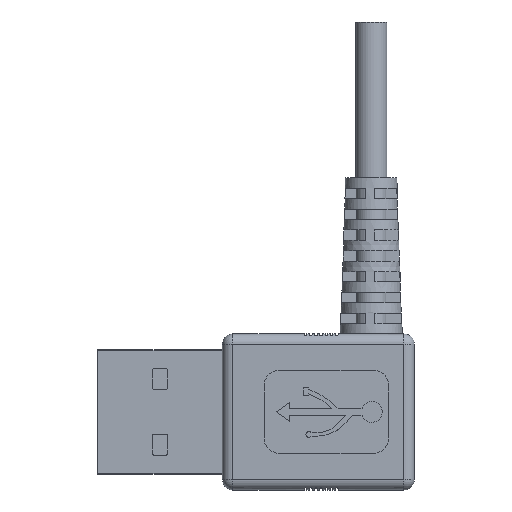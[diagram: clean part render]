
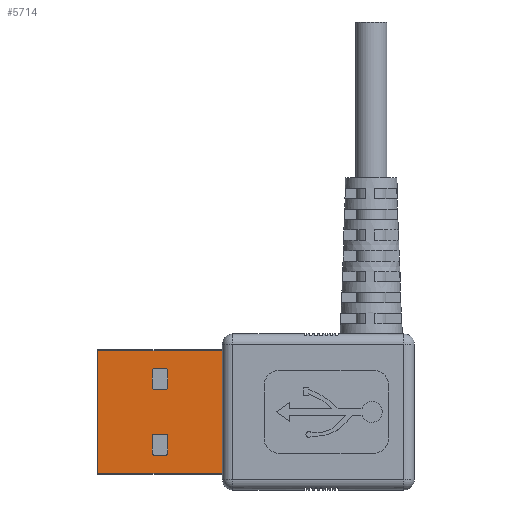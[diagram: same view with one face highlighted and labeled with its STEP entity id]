
A CAD part, top view. The second image highlights one B-rep face of the part: STEP entity #5714.
In plain terms, the highlighted planar face has unit normal (0, 0, 1).
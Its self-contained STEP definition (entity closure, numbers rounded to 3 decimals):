
#51=FACE_BOUND('',#2108,.T.);
#52=FACE_BOUND('',#2109,.T.);
#305=PLANE('',#6256);
#772=LINE('',#10017,#1309);
#797=LINE('',#10091,#1334);
#798=LINE('',#10093,#1335);
#799=LINE('',#10094,#1336);
#800=LINE('',#10099,#1337);
#801=LINE('',#10103,#1338);
#802=LINE('',#10107,#1339);
#803=LINE('',#10110,#1340);
#804=LINE('',#10113,#1341);
#805=LINE('',#10117,#1342);
#806=LINE('',#10121,#1343);
#807=LINE('',#10125,#1344);
#1309=VECTOR('',#7709,1000.);
#1334=VECTOR('',#7766,1000.);
#1335=VECTOR('',#7767,1000.);
#1336=VECTOR('',#7768,1000.);
#1337=VECTOR('',#7771,1000.);
#1338=VECTOR('',#7774,1000.);
#1339=VECTOR('',#7777,1000.);
#1340=VECTOR('',#7780,1000.);
#1341=VECTOR('',#7781,1000.);
#1342=VECTOR('',#7784,1000.);
#1343=VECTOR('',#7787,1000.);
#1344=VECTOR('',#7790,1000.);
#1767=FACE_OUTER_BOUND('',#2107,.T.);
#2107=EDGE_LOOP('',(#5209,#5210,#5211,#5212));
#2108=EDGE_LOOP('',(#5213,#5214,#5215,#5216,#5217,#5218,#5219,#5220));
#2109=EDGE_LOOP('',(#5221,#5222,#5223,#5224,#5225,#5226,#5227,#5228));
#2366=CIRCLE('',#6257,0.2);
#2367=CIRCLE('',#6258,0.2);
#2368=CIRCLE('',#6259,0.2);
#2369=CIRCLE('',#6260,0.2);
#2370=CIRCLE('',#6261,0.2);
#2371=CIRCLE('',#6262,0.2);
#2372=CIRCLE('',#6263,0.2);
#2373=CIRCLE('',#6264,0.2);
#2852=VERTEX_POINT('',#10015);
#2853=VERTEX_POINT('',#10016);
#2886=VERTEX_POINT('',#10090);
#2887=VERTEX_POINT('',#10092);
#2888=VERTEX_POINT('',#10095);
#2889=VERTEX_POINT('',#10096);
#2890=VERTEX_POINT('',#10098);
#2891=VERTEX_POINT('',#10100);
#2892=VERTEX_POINT('',#10102);
#2893=VERTEX_POINT('',#10104);
#2894=VERTEX_POINT('',#10106);
#2895=VERTEX_POINT('',#10108);
#2896=VERTEX_POINT('',#10111);
#2897=VERTEX_POINT('',#10112);
#2898=VERTEX_POINT('',#10114);
#2899=VERTEX_POINT('',#10116);
#2900=VERTEX_POINT('',#10118);
#2901=VERTEX_POINT('',#10120);
#2902=VERTEX_POINT('',#10122);
#2903=VERTEX_POINT('',#10124);
#3639=EDGE_CURVE('',#2852,#2853,#772,.T.);
#3676=EDGE_CURVE('',#2886,#2853,#797,.T.);
#3677=EDGE_CURVE('',#2887,#2886,#798,.T.);
#3678=EDGE_CURVE('',#2852,#2887,#799,.T.);
#3679=EDGE_CURVE('',#2888,#2889,#2366,.T.);
#3680=EDGE_CURVE('',#2890,#2888,#800,.T.);
#3681=EDGE_CURVE('',#2891,#2890,#2367,.T.);
#3682=EDGE_CURVE('',#2892,#2891,#801,.T.);
#3683=EDGE_CURVE('',#2893,#2892,#2368,.T.);
#3684=EDGE_CURVE('',#2894,#2893,#802,.T.);
#3685=EDGE_CURVE('',#2895,#2894,#2369,.T.);
#3686=EDGE_CURVE('',#2889,#2895,#803,.T.);
#3687=EDGE_CURVE('',#2896,#2897,#804,.T.);
#3688=EDGE_CURVE('',#2898,#2896,#2370,.T.);
#3689=EDGE_CURVE('',#2899,#2898,#805,.T.);
#3690=EDGE_CURVE('',#2900,#2899,#2371,.T.);
#3691=EDGE_CURVE('',#2901,#2900,#806,.T.);
#3692=EDGE_CURVE('',#2902,#2901,#2372,.T.);
#3693=EDGE_CURVE('',#2903,#2902,#807,.T.);
#3694=EDGE_CURVE('',#2897,#2903,#2373,.T.);
#5209=ORIENTED_EDGE('',*,*,#3639,.T.);
#5210=ORIENTED_EDGE('',*,*,#3676,.F.);
#5211=ORIENTED_EDGE('',*,*,#3677,.F.);
#5212=ORIENTED_EDGE('',*,*,#3678,.F.);
#5213=ORIENTED_EDGE('',*,*,#3679,.F.);
#5214=ORIENTED_EDGE('',*,*,#3680,.F.);
#5215=ORIENTED_EDGE('',*,*,#3681,.F.);
#5216=ORIENTED_EDGE('',*,*,#3682,.F.);
#5217=ORIENTED_EDGE('',*,*,#3683,.F.);
#5218=ORIENTED_EDGE('',*,*,#3684,.F.);
#5219=ORIENTED_EDGE('',*,*,#3685,.F.);
#5220=ORIENTED_EDGE('',*,*,#3686,.F.);
#5221=ORIENTED_EDGE('',*,*,#3687,.F.);
#5222=ORIENTED_EDGE('',*,*,#3688,.F.);
#5223=ORIENTED_EDGE('',*,*,#3689,.F.);
#5224=ORIENTED_EDGE('',*,*,#3690,.F.);
#5225=ORIENTED_EDGE('',*,*,#3691,.F.);
#5226=ORIENTED_EDGE('',*,*,#3692,.F.);
#5227=ORIENTED_EDGE('',*,*,#3693,.F.);
#5228=ORIENTED_EDGE('',*,*,#3694,.F.);
#5714=ADVANCED_FACE('',(#1767,#51,#52),#305,.F.);
#6256=AXIS2_PLACEMENT_3D('',#10089,#7764,#7765);
#6257=AXIS2_PLACEMENT_3D('',#10097,#7769,#7770);
#6258=AXIS2_PLACEMENT_3D('',#10101,#7772,#7773);
#6259=AXIS2_PLACEMENT_3D('',#10105,#7775,#7776);
#6260=AXIS2_PLACEMENT_3D('',#10109,#7778,#7779);
#6261=AXIS2_PLACEMENT_3D('',#10115,#7782,#7783);
#6262=AXIS2_PLACEMENT_3D('',#10119,#7785,#7786);
#6263=AXIS2_PLACEMENT_3D('',#10123,#7788,#7789);
#6264=AXIS2_PLACEMENT_3D('',#10126,#7791,#7792);
#7709=DIRECTION('',(0.,1.,0.));
#7764=DIRECTION('center_axis',(0.,0.,-1.));
#7765=DIRECTION('ref_axis',(-1.,0.,0.));
#7766=DIRECTION('',(1.,0.,0.));
#7767=DIRECTION('',(0.,1.,0.));
#7768=DIRECTION('',(-1.,0.,0.));
#7769=DIRECTION('center_axis',(0.,0.,1.));
#7770=DIRECTION('ref_axis',(1.,0.,0.));
#7771=DIRECTION('',(0.,-1.,0.));
#7772=DIRECTION('center_axis',(0.,0.,1.));
#7773=DIRECTION('ref_axis',(1.,0.,0.));
#7774=DIRECTION('',(-1.,0.,0.));
#7775=DIRECTION('center_axis',(0.,0.,1.));
#7776=DIRECTION('ref_axis',(1.,0.,0.));
#7777=DIRECTION('',(0.,1.,0.));
#7778=DIRECTION('center_axis',(0.,0.,1.));
#7779=DIRECTION('ref_axis',(1.,0.,0.));
#7780=DIRECTION('',(1.,0.,0.));
#7781=DIRECTION('',(1.,0.,0.));
#7782=DIRECTION('center_axis',(0.,0.,1.));
#7783=DIRECTION('ref_axis',(1.,0.,0.));
#7784=DIRECTION('',(0.,-1.,0.));
#7785=DIRECTION('center_axis',(0.,0.,1.));
#7786=DIRECTION('ref_axis',(1.,0.,0.));
#7787=DIRECTION('',(-1.,0.,0.));
#7788=DIRECTION('center_axis',(0.,0.,1.));
#7789=DIRECTION('ref_axis',(1.,0.,0.));
#7790=DIRECTION('',(0.,1.,0.));
#7791=DIRECTION('center_axis',(0.,0.,1.));
#7792=DIRECTION('ref_axis',(1.,0.,0.));
#10015=CARTESIAN_POINT('',(-12.5,-5.9,6.));
#10016=CARTESIAN_POINT('',(-12.5,5.9,6.));
#10017=CARTESIAN_POINT('',(-12.5,-7.5,6.));
#10089=CARTESIAN_POINT('Origin',(-12.5,6.,6.));
#10090=CARTESIAN_POINT('',(-24.5,5.9,6.));
#10091=CARTESIAN_POINT('',(-12.5,5.9,6.));
#10092=CARTESIAN_POINT('',(-24.5,-5.9,6.));
#10093=CARTESIAN_POINT('',(-24.5,6.,6.));
#10094=CARTESIAN_POINT('',(-12.5,-5.9,6.));
#10095=CARTESIAN_POINT('',(-19.25,-3.964,6.));
#10096=CARTESIAN_POINT('',(-19.05,-4.164,6.));
#10097=CARTESIAN_POINT('Origin',(-19.05,-3.964,6.));
#10098=CARTESIAN_POINT('',(-19.25,-2.364,6.));
#10099=CARTESIAN_POINT('',(-19.25,6.,6.));
#10100=CARTESIAN_POINT('',(-19.05,-2.164,6.));
#10101=CARTESIAN_POINT('Origin',(-19.05,-2.364,6.));
#10102=CARTESIAN_POINT('',(-17.95,-2.164,6.));
#10103=CARTESIAN_POINT('',(-12.5,-2.164,6.));
#10104=CARTESIAN_POINT('',(-17.75,-2.364,6.));
#10105=CARTESIAN_POINT('Origin',(-17.95,-2.364,6.));
#10106=CARTESIAN_POINT('',(-17.75,-3.964,6.));
#10107=CARTESIAN_POINT('',(-17.75,6.,6.));
#10108=CARTESIAN_POINT('',(-17.95,-4.164,6.));
#10109=CARTESIAN_POINT('Origin',(-17.95,-3.964,6.));
#10110=CARTESIAN_POINT('',(-12.5,-4.164,6.));
#10111=CARTESIAN_POINT('',(-19.05,2.164,6.));
#10112=CARTESIAN_POINT('',(-17.95,2.164,6.));
#10113=CARTESIAN_POINT('',(-12.5,2.164,6.));
#10114=CARTESIAN_POINT('',(-19.25,2.364,6.));
#10115=CARTESIAN_POINT('Origin',(-19.05,2.364,6.));
#10116=CARTESIAN_POINT('',(-19.25,3.964,6.));
#10117=CARTESIAN_POINT('',(-19.25,6.,6.));
#10118=CARTESIAN_POINT('',(-19.05,4.164,6.));
#10119=CARTESIAN_POINT('Origin',(-19.05,3.964,6.));
#10120=CARTESIAN_POINT('',(-17.95,4.164,6.));
#10121=CARTESIAN_POINT('',(-12.5,4.164,6.));
#10122=CARTESIAN_POINT('',(-17.75,3.964,6.));
#10123=CARTESIAN_POINT('Origin',(-17.95,3.964,6.));
#10124=CARTESIAN_POINT('',(-17.75,2.364,6.));
#10125=CARTESIAN_POINT('',(-17.75,6.,6.));
#10126=CARTESIAN_POINT('Origin',(-17.95,2.364,6.));
